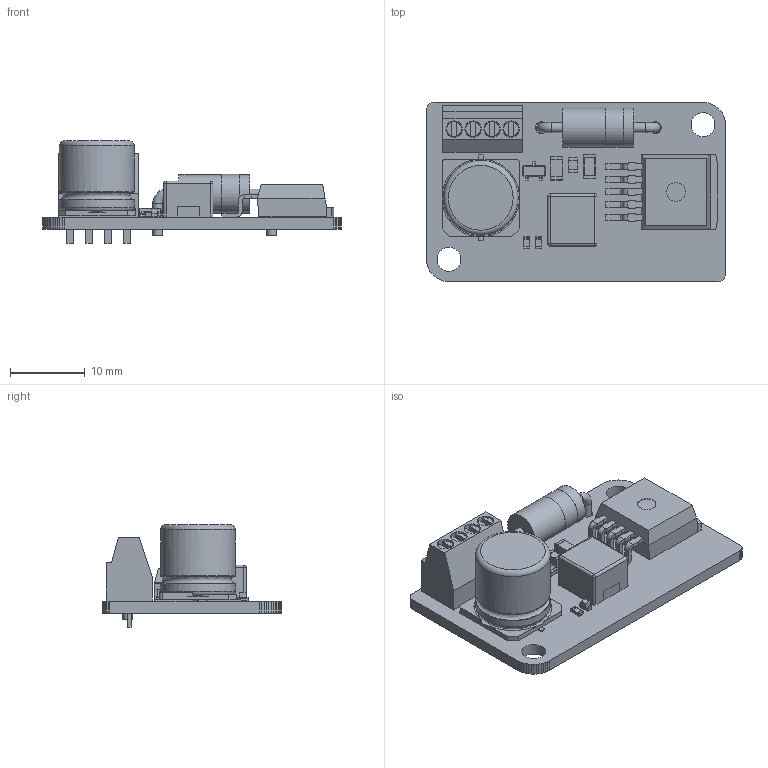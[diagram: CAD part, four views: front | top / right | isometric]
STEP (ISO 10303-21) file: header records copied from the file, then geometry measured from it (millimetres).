
FILE_DESCRIPTION(('KiCad electronic assembly'),'2;1');
FILE_NAME('Regulator.step','2023-05-09T12:10:54',('Pcbnew'),('Kicad'), 'Open CASCADE STEP processor 7.6','KiCad to STEP converter','Unknown' );
FILE_SCHEMA(('AUTOMOTIVE_DESIGN { 1 0 10303 214 1 1 1 1 }'));
Length unit declared in the file: millimetre
Products named in the file (24): Regulator 1; L_Sunlord_MWSA0605S; COMPOUND; C_1206_3216Metric; SOLID; TerminalBlock_Phoenix_MPT-0,5-4-2.54_1x04_P2.54mm_Horizontal; TO-263-5_TabPin3; R_0603_1608Metric; LED_0603_1608Metric; SOT-23; D_DO-201AD_P15.24mm_Horizontal; L_0805_2012Metric; C_Elec_10x10.2; Fuse_1206_3216Metric; Regulator PCB
Assembly tree (23 placements, depth 3):
  Regulator 1
    L_Sunlord_MWSA0605S
      COMPOUND
    C_1206_3216Metric
      SOLID
    TerminalBlock_Phoenix_MPT-0,5-4-2.54_1x04_P2.54mm_Horizontal
      SOLID
    TO-263-5_TabPin3
      COMPOUND
    R_0603_1608Metric
      SOLID
    LED_0603_1608Metric
      SOLID
    SOT-23
      SOLID
    D_DO-201AD_P15.24mm_Horizontal
      SOLID
    L_0805_2012Metric
      SOLID
    C_Elec_10x10.2
      COMPOUND
    Fuse_1206_3216Metric
      SOLID
    Regulator PCB
Bounding box: 40 x 24 x 13.7 mm (x, y, z)
Volume: 3602 mm3; surface area: 4792.2 mm2
Topology: 21 solids, 21 shells, 666 faces, 1677 edges, 1076 vertices
Faces by surface type: plane 489, cylinder 123, bspline 45, sphere 4, torus 4, revolution 1
Full cylindrical faces by diameter (mm): 0.02 x1, 1.1 x4, 1.3 x4, 1.6 x2, 2 x4, 2.2 x4, 2.5 x1, 3.2 x2, 5.2 x2, 5.22 x1, 10 x2
Entity records: 45475 total; most frequent: CARTESIAN_POINT 8182, DIRECTION 6327, LINE 4282, VECTOR 4282, ORIENTED_EDGE 3346, PCURVE 3346, DEFINITIONAL_REPRESENTATION 3346, EDGE_CURVE 1673
